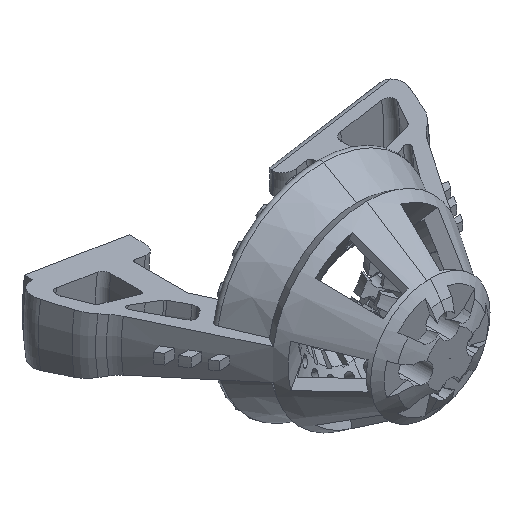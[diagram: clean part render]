
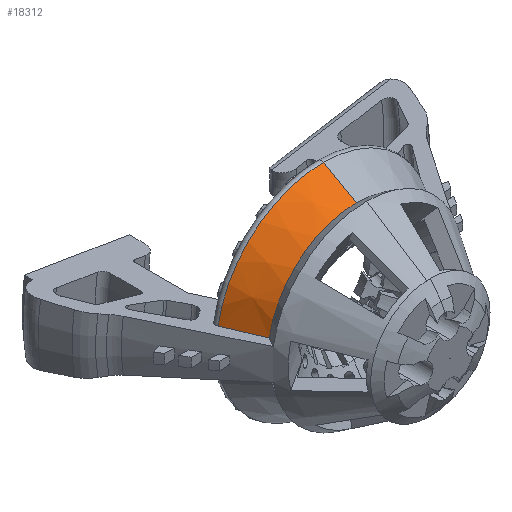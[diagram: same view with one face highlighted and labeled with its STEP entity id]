
A CAD part, isometric view. The second image highlights one B-rep face of the part: STEP entity #18312.
In plain terms, the highlighted conical face has half-angle 29.618 degrees and reference radius 5.187 mm.
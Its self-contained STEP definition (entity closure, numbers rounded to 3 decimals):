
#153 = EDGE_CURVE ( 'NONE', #17396, #18085, #15690, .T. ) ;
#206 = CARTESIAN_POINT ( 'NONE',  ( 0., -3.618, 0. ) ) ;
#733 = EDGE_CURVE ( 'NONE', #18085, #13620, #20721, .T. ) ;
#1331 = DIRECTION ( 'NONE',  ( 0., 1., 0. ) ) ;
#2548 = DIRECTION ( 'NONE',  ( 0., -1., 0. ) ) ;
#3134 = DIRECTION ( 'NONE',  ( 0., 0., 1. ) ) ;
#3549 = DIRECTION ( 'NONE',  ( 0., -1., 0. ) ) ;
#4430 = LINE ( 'NONE', #8610, #9462 ) ;
#5624 = VECTOR ( 'NONE', #9643, 1000. ) ;
#6679 = ORIENTED_EDGE ( 'NONE', *, *, #18804, .T. ) ;
#7471 = AXIS2_PLACEMENT_3D ( 'NONE', #13878, #2548, #15787 ) ;
#7527 = CARTESIAN_POINT ( 'NONE',  ( 0., 7.44, 6.286 ) ) ;
#7911 = EDGE_LOOP ( 'NONE', ( #18343, #6679, #17440, #17692 ) ) ;
#8610 = CARTESIAN_POINT ( 'NONE',  ( 0., 5.506, 5.187 ) ) ;
#9011 = DIRECTION ( 'NONE',  ( 0., 0.869, 0.494 ) ) ;
#9462 = VECTOR ( 'NONE', #9011, 1000. ) ;
#9643 = DIRECTION ( 'NONE',  ( 0.487, -0.869, -0.082 ) ) ;
#11581 = AXIS2_PLACEMENT_3D ( 'NONE', #24031, #1331, #3134 ) ;
#13620 = VERTEX_POINT ( 'NONE', #14092 ) ;
#13878 = CARTESIAN_POINT ( 'NONE',  ( 0., 7.44, 0. ) ) ;
#14092 = CARTESIAN_POINT ( 'NONE',  ( -5.116, 5.506, 0.856 ) ) ;
#14800 = EDGE_CURVE ( 'NONE', #24138, #13620, #23889, .T. ) ;
#14873 = CARTESIAN_POINT ( 'NONE',  ( 0., 5.506, 0. ) ) ;
#15690 = CIRCLE ( 'NONE', #7471, 6.286 ) ;
#15787 = DIRECTION ( 'NONE',  ( 0., 0., -1. ) ) ;
#16790 = DIRECTION ( 'NONE',  ( 0., 0., -1. ) ) ;
#17396 = VERTEX_POINT ( 'NONE', #7527 ) ;
#17440 = ORIENTED_EDGE ( 'NONE', *, *, #153, .T. ) ;
#17558 = CARTESIAN_POINT ( 'NONE',  ( -6.2, 7.44, 1.037 ) ) ;
#17692 = ORIENTED_EDGE ( 'NONE', *, *, #733, .T. ) ;
#18085 = VERTEX_POINT ( 'NONE', #17558 ) ;
#18312 = ADVANCED_FACE ( 'NONE', ( #19580 ), #22820, .T. ) ;
#18343 = ORIENTED_EDGE ( 'NONE', *, *, #14800, .F. ) ;
#18804 = EDGE_CURVE ( 'NONE', #24138, #17396, #4430, .T. ) ;
#19003 = AXIS2_PLACEMENT_3D ( 'NONE', #14873, #3549, #16790 ) ;
#19580 = FACE_OUTER_BOUND ( 'NONE', #7911, .T. ) ;
#20721 = LINE ( 'NONE', #206, #5624 ) ;
#22820 = CONICAL_SURFACE ( 'NONE', #11581, 5.187, 0.517 ) ;
#23048 = CARTESIAN_POINT ( 'NONE',  ( 0., 5.506, 5.187 ) ) ;
#23889 = CIRCLE ( 'NONE', #19003, 5.187 ) ;
#24031 = CARTESIAN_POINT ( 'NONE',  ( 0., 5.506, 0. ) ) ;
#24138 = VERTEX_POINT ( 'NONE', #23048 ) ;
